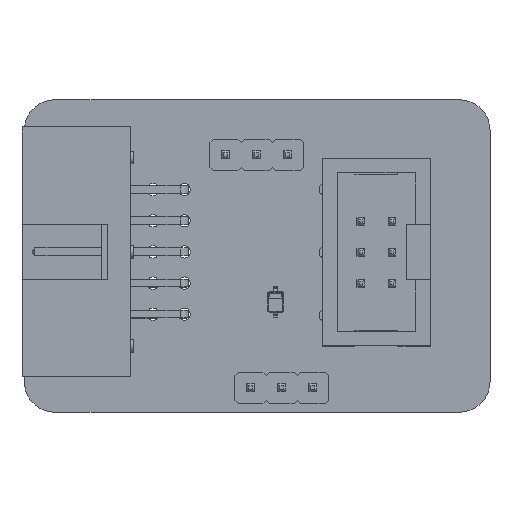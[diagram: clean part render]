
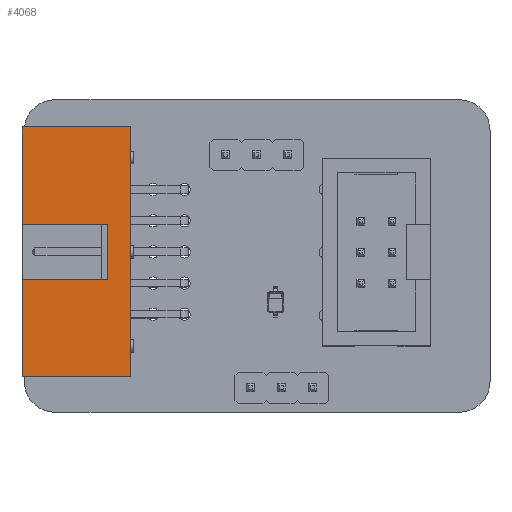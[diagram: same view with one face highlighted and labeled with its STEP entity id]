
A CAD part, top view. The second image highlights one B-rep face of the part: STEP entity #4068.
In plain terms, the highlighted planar face has unit normal (0, 0, 1).
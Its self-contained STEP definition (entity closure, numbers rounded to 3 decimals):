
#4068 = ADVANCED_FACE('',(#4069),#4135,.T.);
#4069 = FACE_BOUND('',#4070,.T.);
#4070 = EDGE_LOOP('',(#4071,#4081,#4089,#4097,#4105,#4113,#4121,#4129));
#4071 = ORIENTED_EDGE('',*,*,#4072,.F.);
#4072 = EDGE_CURVE('',#4073,#4075,#4077,.T.);
#4073 = VERTEX_POINT('',#4074);
#4074 = CARTESIAN_POINT('',(4.38,5.1,9.095));
#4075 = VERTEX_POINT('',#4076);
#4076 = CARTESIAN_POINT('',(13.23,5.1,9.095));
#4077 = LINE('',#4078,#4079);
#4078 = CARTESIAN_POINT('',(4.38,5.1,9.095));
#4079 = VECTOR('',#4080,1.);
#4080 = DIRECTION('',(1.,0.,0.));
#4081 = ORIENTED_EDGE('',*,*,#4082,.T.);
#4082 = EDGE_CURVE('',#4073,#4083,#4085,.T.);
#4083 = VERTEX_POINT('',#4084);
#4084 = CARTESIAN_POINT('',(4.38,-15.26,9.095));
#4085 = LINE('',#4086,#4087);
#4086 = CARTESIAN_POINT('',(4.38,5.1,9.095));
#4087 = VECTOR('',#4088,1.);
#4088 = DIRECTION('',(0.,-1.,0.));
#4089 = ORIENTED_EDGE('',*,*,#4090,.T.);
#4090 = EDGE_CURVE('',#4083,#4091,#4093,.T.);
#4091 = VERTEX_POINT('',#4092);
#4092 = CARTESIAN_POINT('',(13.23,-15.26,9.095));
#4093 = LINE('',#4094,#4095);
#4094 = CARTESIAN_POINT('',(6.73,-15.26,9.095));
#4095 = VECTOR('',#4096,1.);
#4096 = DIRECTION('',(1.,0.,0.));
#4097 = ORIENTED_EDGE('',*,*,#4098,.F.);
#4098 = EDGE_CURVE('',#4099,#4091,#4101,.T.);
#4099 = VERTEX_POINT('',#4100);
#4100 = CARTESIAN_POINT('',(13.23,-7.33,9.095));
#4101 = LINE('',#4102,#4103);
#4102 = CARTESIAN_POINT('',(13.23,5.1,9.095));
#4103 = VECTOR('',#4104,1.);
#4104 = DIRECTION('',(0.,-1.,0.));
#4105 = ORIENTED_EDGE('',*,*,#4106,.T.);
#4106 = EDGE_CURVE('',#4099,#4107,#4109,.T.);
#4107 = VERTEX_POINT('',#4108);
#4108 = CARTESIAN_POINT('',(6.23,-7.33,9.095));
#4109 = LINE('',#4110,#4111);
#4110 = CARTESIAN_POINT('',(7.518,-7.33,9.095));
#4111 = VECTOR('',#4112,1.);
#4112 = DIRECTION('',(-1.,0.,0.));
#4113 = ORIENTED_EDGE('',*,*,#4114,.T.);
#4114 = EDGE_CURVE('',#4107,#4115,#4117,.T.);
#4115 = VERTEX_POINT('',#4116);
#4116 = CARTESIAN_POINT('',(6.23,-2.83,9.095));
#4117 = LINE('',#4118,#4119);
#4118 = CARTESIAN_POINT('',(6.23,-5.08,9.095));
#4119 = VECTOR('',#4120,1.);
#4120 = DIRECTION('',(0.,1.,0.));
#4121 = ORIENTED_EDGE('',*,*,#4122,.T.);
#4122 = EDGE_CURVE('',#4115,#4123,#4125,.T.);
#4123 = VERTEX_POINT('',#4124);
#4124 = CARTESIAN_POINT('',(13.23,-2.83,9.095));
#4125 = LINE('',#4126,#4127);
#4126 = CARTESIAN_POINT('',(7.518,-2.83,9.095));
#4127 = VECTOR('',#4128,1.);
#4128 = DIRECTION('',(1.,0.,0.));
#4129 = ORIENTED_EDGE('',*,*,#4130,.F.);
#4130 = EDGE_CURVE('',#4075,#4123,#4131,.T.);
#4131 = LINE('',#4132,#4133);
#4132 = CARTESIAN_POINT('',(13.23,5.1,9.095));
#4133 = VECTOR('',#4134,1.);
#4134 = DIRECTION('',(0.,-1.,0.));
#4135 = PLANE('',#4136);
#4136 = AXIS2_PLACEMENT_3D('',#4137,#4138,#4139);
#4137 = CARTESIAN_POINT('',(8.805,-5.08,9.095));
#4138 = DIRECTION('',(0.,-0.,1.));
#4139 = DIRECTION('',(-1.,0.,0.));
